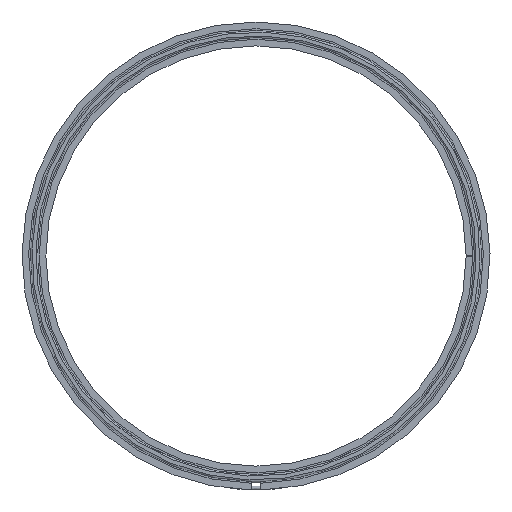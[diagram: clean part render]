
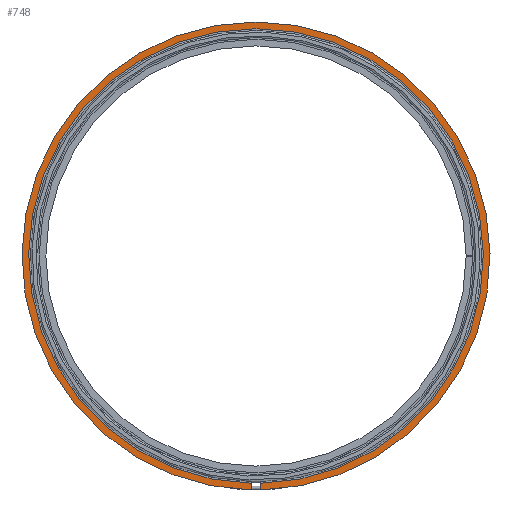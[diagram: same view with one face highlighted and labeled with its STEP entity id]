
A CAD part, left-side view. The second image highlights one B-rep face of the part: STEP entity #748.
In plain terms, the highlighted planar face has unit normal (-1, 0, 0).
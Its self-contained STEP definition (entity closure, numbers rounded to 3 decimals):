
#81=FACE_OUTER_BOUND('',#129,.T.);
#129=EDGE_LOOP('',(#642,#643,#644,#645));
#179=CIRCLE('',#833,122.5);
#181=CIRCLE('',#837,119.);
#208=LINE('',#1286,#256);
#227=LINE('',#1322,#275);
#256=VECTOR('',#999,3.501);
#275=VECTOR('',#1020,3.501);
#329=VERTEX_POINT('',#1283);
#330=VERTEX_POINT('',#1285);
#345=VERTEX_POINT('',#1319);
#346=VERTEX_POINT('',#1321);
#418=EDGE_CURVE('',#330,#329,#208,.T.);
#437=EDGE_CURVE('',#346,#345,#227,.T.);
#447=EDGE_CURVE('',#346,#329,#179,.T.);
#449=EDGE_CURVE('',#345,#330,#181,.T.);
#642=ORIENTED_EDGE('',*,*,#418,.T.);
#643=ORIENTED_EDGE('',*,*,#447,.F.);
#644=ORIENTED_EDGE('',*,*,#437,.T.);
#645=ORIENTED_EDGE('',*,*,#449,.T.);
#671=PLANE('',#838);
#748=ADVANCED_FACE('',(#81),#671,.T.);
#833=AXIS2_PLACEMENT_3D('',#1340,#1051,#1052);
#837=AXIS2_PLACEMENT_3D('',#1344,#1059,#1060);
#838=AXIS2_PLACEMENT_3D('',#1345,#1061,#1062);
#999=DIRECTION('',(0.,0.,-1.));
#1020=DIRECTION('',(0.,0.,1.));
#1051=DIRECTION('center_axis',(1.,0.,0.));
#1052=DIRECTION('ref_axis',(0.,1.,0.));
#1059=DIRECTION('center_axis',(1.,0.,0.));
#1060=DIRECTION('ref_axis',(0.,1.,0.));
#1061=DIRECTION('center_axis',(-1.,0.,0.));
#1062=DIRECTION('ref_axis',(0.,0.,1.));
#1283=CARTESIAN_POINT('',(-1.95,-2.5,-122.474));
#1285=CARTESIAN_POINT('',(-1.95,-2.5,-118.974));
#1286=CARTESIAN_POINT('',(-1.95,-2.5,-61.25));
#1319=CARTESIAN_POINT('',(-1.95,2.5,-118.974));
#1321=CARTESIAN_POINT('',(-1.95,2.5,-122.474));
#1322=CARTESIAN_POINT('',(-1.95,2.5,-56.25));
#1340=CARTESIAN_POINT('Origin',(-1.95,0.,0.));
#1344=CARTESIAN_POINT('Origin',(-1.95,0.,0.));
#1345=CARTESIAN_POINT('Origin',(-1.95,120.75,0.));
